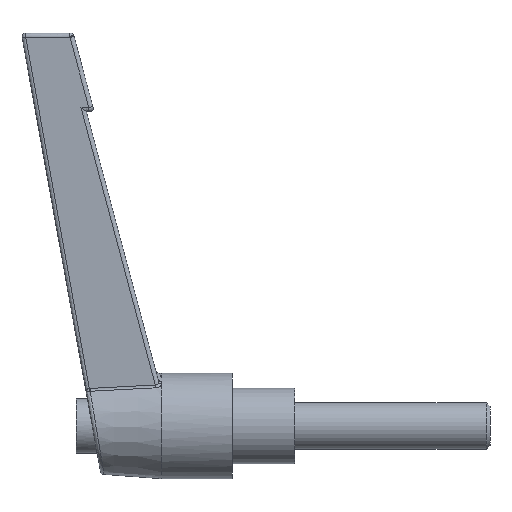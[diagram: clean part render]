
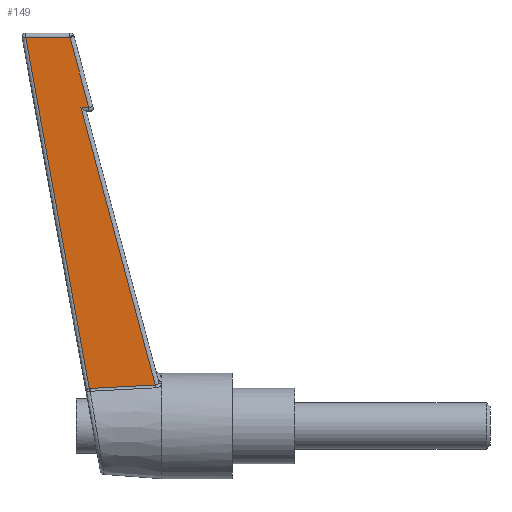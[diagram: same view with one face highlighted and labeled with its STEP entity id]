
A CAD part, left-side view. The second image highlights one B-rep face of the part: STEP entity #149.
In plain terms, the highlighted planar face has unit normal (-0.999, 0.054, -0.001).
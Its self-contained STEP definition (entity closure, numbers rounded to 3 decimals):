
#85 = CARTESIAN_POINT ( 'NONE',  ( -4.247, 13.033, 17.098 ) ) ;
#91 = B_SPLINE_CURVE_WITH_KNOTS ( 'NONE', 3,
 ( #2833, #85, #4403, #2395 ),
 .UNSPECIFIED., .F., .F.,
 ( 4, 4 ),
 ( 0.006, 1. ),
 .UNSPECIFIED. ) ;
#149 = ADVANCED_FACE ( 'NONE', ( #1225 ), #725, .T. ) ;
#173 = ORIENTED_EDGE ( 'NONE', *, *, #2019, .T. ) ;
#184 = ORIENTED_EDGE ( 'NONE', *, *, #1245, .T. ) ;
#395 = DIRECTION ( 'NONE',  ( -0.054, -0.999, 0. ) ) ;
#408 = ORIENTED_EDGE ( 'NONE', *, *, #3802, .T. ) ;
#414 = CARTESIAN_POINT ( 'NONE',  ( -3.946, 18.304, 4.811 ) ) ;
#725 = PLANE ( 'NONE',  #4086 ) ;
#800 = EDGE_CURVE ( 'NONE', #958, #2719, #4146, .T. ) ;
#878 = B_SPLINE_CURVE_WITH_KNOTS ( 'NONE', 3,
 ( #1393, #2955, #4159, #4544 ),
 .UNSPECIFIED., .F., .F.,
 ( 4, 4 ),
 ( 0., 1. ),
 .UNSPECIFIED. ) ;
#889 = CARTESIAN_POINT ( 'NONE',  ( -3.913, 19.964, 46.753 ) ) ;
#904 = VERTEX_POINT ( 'NONE', #2059 ) ;
#958 = VERTEX_POINT ( 'NONE', #3542 ) ;
#1149 = CARTESIAN_POINT ( 'NONE',  ( -4.499, 7.946, 0.11 ) ) ;
#1225 = FACE_OUTER_BOUND ( 'NONE', #2243, .T. ) ;
#1245 = EDGE_CURVE ( 'NONE', #2041, #958, #1906, .T. ) ;
#1275 = CARTESIAN_POINT ( 'NONE',  ( -3.82, 21.012, 19.802 ) ) ;
#1276 = CARTESIAN_POINT ( 'NONE',  ( -3.991, 18.368, 40.785 ) ) ;
#1383 = ORIENTED_EDGE ( 'NONE', *, *, #4573, .T. ) ;
#1393 = CARTESIAN_POINT ( 'NONE',  ( -3.872, 20.794, 49.785 ) ) ;
#1414 = CARTESIAN_POINT ( 'NONE',  ( -3.952, 18.194, 4.819 ) ) ;
#1482 = CARTESIAN_POINT ( 'NONE',  ( -3.952, 18.194, 4.819 ) ) ;
#1522 = CARTESIAN_POINT ( 'NONE',  ( -3.952, 18.194, 4.819 ) ) ;
#1556 = CARTESIAN_POINT ( 'NONE',  ( -3.872, 20.784, 49.769 ) ) ;
#1610 = B_SPLINE_CURVE_WITH_KNOTS ( 'NONE', 3,
 ( #2865, #2839, #889, #4488 ),
 .UNSPECIFIED., .F., .F.,
 ( 4, 4 ),
 ( 0., 1. ),
 .UNSPECIFIED. ) ;
#1651 = CARTESIAN_POINT ( 'NONE',  ( -3.955, 19.035, 40.785 ) ) ;
#1906 = B_SPLINE_CURVE_WITH_KNOTS ( 'NONE', 3,
 ( #2340, #2365, #1275, #414 ),
 .UNSPECIFIED., .F., .F.,
 ( 4, 4 ),
 ( 0., 0.995 ),
 .UNSPECIFIED. ) ;
#2008 = CARTESIAN_POINT ( 'NONE',  ( -3.873, 20.773, 49.753 ) ) ;
#2011 = EDGE_CURVE ( 'NONE', #904, #4771, #3414, .T. ) ;
#2019 = EDGE_CURVE ( 'NONE', #3636, #904, #91, .T. ) ;
#2029 = CARTESIAN_POINT ( 'NONE',  ( -3.973, 18.702, 40.785 ) ) ;
#2041 = VERTEX_POINT ( 'NONE', #4096 ) ;
#2044 = CARTESIAN_POINT ( 'NONE',  ( -3.946, 18.304, 4.811 ) ) ;
#2059 = CARTESIAN_POINT ( 'NONE',  ( -3.937, 19.368, 40.785 ) ) ;
#2243 = EDGE_LOOP ( 'NONE', ( #184, #3254, #1383, #173, #3531, #408, #2545, #3617 ) ) ;
#2340 = CARTESIAN_POINT ( 'NONE',  ( -3.568, 26.428, 49.785 ) ) ;
#2360 = VERTEX_POINT ( 'NONE', #4810 ) ;
#2365 = CARTESIAN_POINT ( 'NONE',  ( -3.694, 23.72, 34.794 ) ) ;
#2395 = CARTESIAN_POINT ( 'NONE',  ( -3.937, 19.368, 40.785 ) ) ;
#2545 = ORIENTED_EDGE ( 'NONE', *, *, #3718, .T. ) ;
#2656 = CARTESIAN_POINT ( 'NONE',  ( -4.402, 9.866, 5.254 ) ) ;
#2719 = VERTEX_POINT ( 'NONE', #1482 ) ;
#2784 = DIRECTION ( 'NONE',  ( -0.999, 0.054, -0.001 ) ) ;
#2824 = CARTESIAN_POINT ( 'NONE',  ( -3.948, 18.267, 4.815 ) ) ;
#2833 = CARTESIAN_POINT ( 'NONE',  ( -4.402, 9.866, 5.254 ) ) ;
#2839 = CARTESIAN_POINT ( 'NONE',  ( -3.952, 19.166, 43.769 ) ) ;
#2844 = CARTESIAN_POINT ( 'NONE',  ( -3.991, 18.368, 40.785 ) ) ;
#2865 = CARTESIAN_POINT ( 'NONE',  ( -3.991, 18.368, 40.785 ) ) ;
#2955 = CARTESIAN_POINT ( 'NONE',  ( -3.771, 22.672, 49.785 ) ) ;
#3124 = CARTESIAN_POINT ( 'NONE',  ( -3.872, 20.794, 49.785 ) ) ;
#3140 = CARTESIAN_POINT ( 'NONE',  ( -4.252, 12.642, 5.109 ) ) ;
#3254 = ORIENTED_EDGE ( 'NONE', *, *, #800, .T. ) ;
#3401 = VERTEX_POINT ( 'NONE', #4943 ) ;
#3414 = B_SPLINE_CURVE_WITH_KNOTS ( 'NONE', 3,
 ( #4816, #1651, #2029, #1276 ),
 .UNSPECIFIED., .F., .F.,
 ( 4, 4 ),
 ( 0., 1. ),
 .UNSPECIFIED. ) ;
#3510 = CARTESIAN_POINT ( 'NONE',  ( -4.402, 9.866, 5.254 ) ) ;
#3531 = ORIENTED_EDGE ( 'NONE', *, *, #2011, .T. ) ;
#3542 = CARTESIAN_POINT ( 'NONE',  ( -3.946, 18.304, 4.811 ) ) ;
#3617 = ORIENTED_EDGE ( 'NONE', *, *, #4942, .T. ) ;
#3636 = VERTEX_POINT ( 'NONE', #2656 ) ;
#3718 = EDGE_CURVE ( 'NONE', #3401, #2360, #4032, .T. ) ;
#3802 = EDGE_CURVE ( 'NONE', #4771, #3401, #1610, .T. ) ;
#3944 = B_SPLINE_CURVE_WITH_KNOTS ( 'NONE', 3,
 ( #1522, #4342, #3140, #3510 ),
 .UNSPECIFIED., .F., .F.,
 ( 4, 4 ),
 ( 0., 0.008 ),
 .UNSPECIFIED. ) ;
#4006 = CARTESIAN_POINT ( 'NONE',  ( -3.95, 18.231, 4.817 ) ) ;
#4032 = B_SPLINE_CURVE_WITH_KNOTS ( 'NONE', 3,
 ( #5110, #2008, #1556, #3124 ),
 .UNSPECIFIED., .F., .F.,
 ( 4, 4 ),
 ( 0., 1. ),
 .UNSPECIFIED. ) ;
#4086 = AXIS2_PLACEMENT_3D ( 'NONE', #1149, #2784, #395 ) ;
#4096 = CARTESIAN_POINT ( 'NONE',  ( -3.568, 26.428, 49.785 ) ) ;
#4146 = B_SPLINE_CURVE_WITH_KNOTS ( 'NONE', 3,
 ( #2044, #2824, #4006, #1414 ),
 .UNSPECIFIED., .F., .F.,
 ( 4, 4 ),
 ( 0., 0. ),
 .UNSPECIFIED. ) ;
#4159 = CARTESIAN_POINT ( 'NONE',  ( -3.669, 24.55, 49.785 ) ) ;
#4342 = CARTESIAN_POINT ( 'NONE',  ( -4.102, 15.418, 4.964 ) ) ;
#4403 = CARTESIAN_POINT ( 'NONE',  ( -4.092, 16.201, 28.942 ) ) ;
#4488 = CARTESIAN_POINT ( 'NONE',  ( -3.873, 20.762, 49.737 ) ) ;
#4544 = CARTESIAN_POINT ( 'NONE',  ( -3.568, 26.428, 49.785 ) ) ;
#4573 = EDGE_CURVE ( 'NONE', #2719, #3636, #3944, .T. ) ;
#4771 = VERTEX_POINT ( 'NONE', #2844 ) ;
#4810 = CARTESIAN_POINT ( 'NONE',  ( -3.872, 20.794, 49.785 ) ) ;
#4816 = CARTESIAN_POINT ( 'NONE',  ( -3.937, 19.368, 40.785 ) ) ;
#4942 = EDGE_CURVE ( 'NONE', #2360, #2041, #878, .T. ) ;
#4943 = CARTESIAN_POINT ( 'NONE',  ( -3.873, 20.762, 49.737 ) ) ;
#5110 = CARTESIAN_POINT ( 'NONE',  ( -3.873, 20.762, 49.737 ) ) ;
